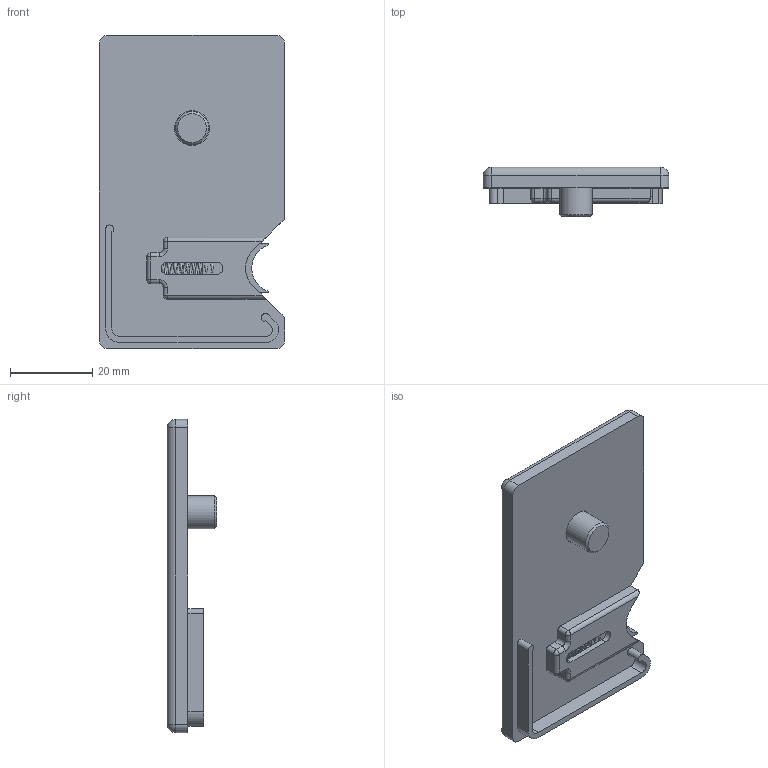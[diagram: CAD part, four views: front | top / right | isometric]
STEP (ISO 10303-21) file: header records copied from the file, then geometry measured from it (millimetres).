
FILE_DESCRIPTION(/* description */ (''),/* implementation_level */ '2;1');
FILE_NAME(/* name */ '801232.stp',/* time_stamp */ '2013-12-13T11:48:39+01:00',/* author */ ('VeronikaF'),/* organization */ (''),/* preprocessor_version */ 'ST-DEVELOPER v15.2',/* originating_system */ 'Autodesk Inventor 2014',/* authorisation */ '');
FILE_SCHEMA (('AUTOMOTIVE_DESIGN { 1 0 10303 214 3 1 1 }'));
Length unit declared in the file: millimetre
Products named in the file (5): 801232-I; 801231-32-III; 801231-32-II; 801231-32-IV; 801232
Bounding box: 45 x 12 x 76 mm (x, y, z)
Volume: 17768.8 mm3; surface area: 10666.4 mm2
Topology: 4 solids, 4 shells, 120 faces, 294 edges, 178 vertices
Faces by surface type: plane 61, cylinder 41, sphere 8, torus 6, bspline 3, cone 1
Full cylindrical faces by diameter (mm): 8 x1, 8.4 x1, 13 x1, 13.5 x1
Entity records: 4854 total; most frequent: CARTESIAN_POINT 1929, DIRECTION 622, ORIENTED_EDGE 556, EDGE_CURVE 278, AXIS2_PLACEMENT_3D 219, LINE 184, VECTOR 184, VERTEX_POINT 178
